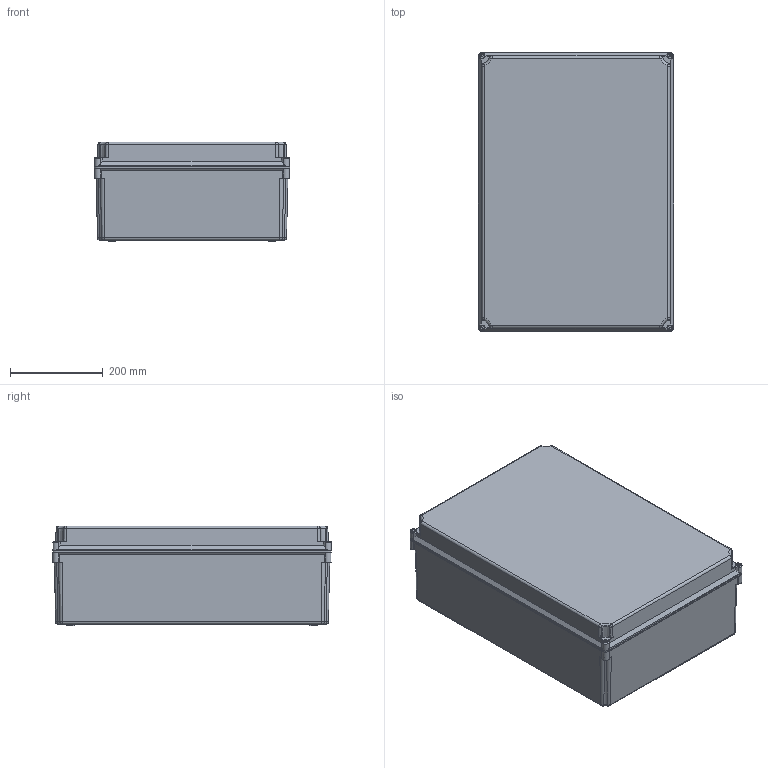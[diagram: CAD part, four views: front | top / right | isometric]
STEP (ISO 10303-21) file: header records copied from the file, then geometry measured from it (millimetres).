
FILE_DESCRIPTION(/* description */ (''),/* implementation_level */ '2;1');
FILE_NAME(/* name */ 'HW-D24168SC.stp',/* time_stamp */ '2014-03-25T12:40:30-05:00',/* author */ ('jtigges'),/* organization */ (''),/* preprocessor_version */ 'ST-DEVELOPER v15.2',/* originating_system */ 'Autodesk Inventor 2014',/* authorisation */ '');
FILE_SCHEMA (('CONFIG_CONTROL_DESIGN','AUTOMOTIVE_DESIGN { 1 0 10303 214 3 1 1 }'));
Length unit declared in the file: inch
Products named in the file (9): DL24168B; M5 BRASS INSERT; M6 SS INSERT; M5 INSERT; DL2416C; DLgasket2416; WP24168WU; M6 X30 CH HD SCREW; DL24168W_STP
Bounding box: 420 x 600 x 214.4 mm (x, y, z)
Volume: 3683423.2 mm3; surface area: 1850163.6 mm2
Topology: 19 solids, 19 shells, 866 faces, 2052 edges, 1288 vertices
Faces by surface type: plane 366, cylinder 220, cone 144, torus 112, bspline 24
Full cylindrical faces by diameter (mm): 4.134 x4, 4.917 x8, 5 x4, 5.5 x4, 6 x8, 6.6 x4, 7.7 x8, 8 x4, 9.5 x8, 11 x12
Entity records: 19171 total; most frequent: CARTESIAN_POINT 3846, DIRECTION 3432, ORIENTED_EDGE 2992, EDGE_CURVE 1496, AXIS2_PLACEMENT_3D 1390, VERTEX_POINT 962, EDGE_LOOP 734, CIRCLE 682
